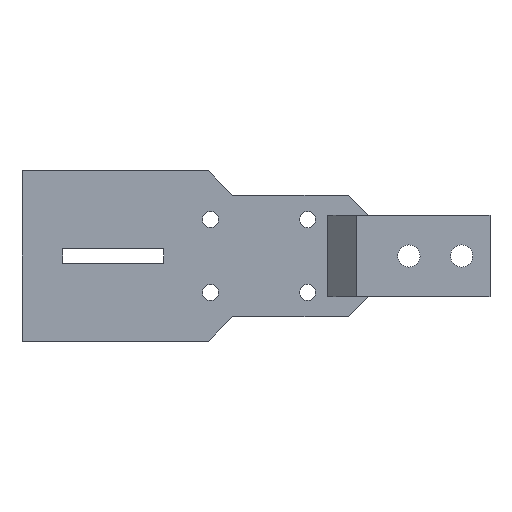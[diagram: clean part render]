
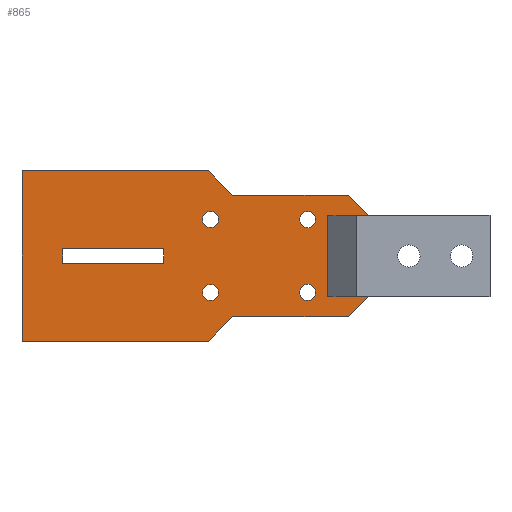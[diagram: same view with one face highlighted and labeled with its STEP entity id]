
A CAD part, front view. The second image highlights one B-rep face of the part: STEP entity #865.
In plain terms, the highlighted planar face has unit normal (0, -1, 0).
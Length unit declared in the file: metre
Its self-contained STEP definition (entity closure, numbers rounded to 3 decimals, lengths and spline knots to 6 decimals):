
#24=CIRCLE('',#929,0.002);
#25=CIRCLE('',#930,0.002);
#26=CIRCLE('',#931,0.002);
#27=CIRCLE('',#932,0.002);
#56=ORIENTED_EDGE('',*,*,#296,.F.);
#57=ORIENTED_EDGE('',*,*,#297,.T.);
#58=ORIENTED_EDGE('',*,*,#298,.F.);
#59=ORIENTED_EDGE('',*,*,#299,.F.);
#60=ORIENTED_EDGE('',*,*,#300,.F.);
#61=ORIENTED_EDGE('',*,*,#301,.T.);
#62=ORIENTED_EDGE('',*,*,#302,.F.);
#63=ORIENTED_EDGE('',*,*,#303,.T.);
#64=ORIENTED_EDGE('',*,*,#304,.F.);
#65=ORIENTED_EDGE('',*,*,#305,.F.);
#66=ORIENTED_EDGE('',*,*,#306,.F.);
#67=ORIENTED_EDGE('',*,*,#307,.F.);
#68=ORIENTED_EDGE('',*,*,#308,.F.);
#69=ORIENTED_EDGE('',*,*,#309,.F.);
#70=ORIENTED_EDGE('',*,*,#310,.F.);
#71=ORIENTED_EDGE('',*,*,#311,.F.);
#72=ORIENTED_EDGE('',*,*,#312,.F.);
#73=ORIENTED_EDGE('',*,*,#313,.T.);
#74=ORIENTED_EDGE('',*,*,#314,.T.);
#75=ORIENTED_EDGE('',*,*,#315,.F.);
#296=EDGE_CURVE('',#416,#417,#494,.T.);
#297=EDGE_CURVE('',#416,#418,#495,.T.);
#298=EDGE_CURVE('',#419,#418,#496,.T.);
#299=EDGE_CURVE('',#420,#419,#497,.T.);
#300=EDGE_CURVE('',#421,#420,#498,.F.);
#301=EDGE_CURVE('',#421,#422,#499,.T.);
#302=EDGE_CURVE('',#423,#422,#500,.T.);
#303=EDGE_CURVE('',#423,#424,#501,.T.);
#304=EDGE_CURVE('',#425,#424,#502,.T.);
#305=EDGE_CURVE('',#426,#425,#503,.T.);
#306=EDGE_CURVE('',#427,#426,#504,.T.);
#307=EDGE_CURVE('',#417,#427,#505,.F.);
#308=EDGE_CURVE('',#428,#428,#24,.T.);
#309=EDGE_CURVE('',#429,#429,#25,.T.);
#310=EDGE_CURVE('',#430,#430,#26,.T.);
#311=EDGE_CURVE('',#431,#431,#27,.T.);
#312=EDGE_CURVE('',#432,#433,#506,.T.);
#313=EDGE_CURVE('',#432,#434,#507,.T.);
#314=EDGE_CURVE('',#434,#435,#508,.T.);
#315=EDGE_CURVE('',#433,#435,#509,.T.);
#416=VERTEX_POINT('',#1255);
#417=VERTEX_POINT('',#1256);
#418=VERTEX_POINT('',#1258);
#419=VERTEX_POINT('',#1260);
#420=VERTEX_POINT('',#1262);
#421=VERTEX_POINT('',#1264);
#422=VERTEX_POINT('',#1266);
#423=VERTEX_POINT('',#1268);
#424=VERTEX_POINT('',#1270);
#425=VERTEX_POINT('',#1272);
#426=VERTEX_POINT('',#1274);
#427=VERTEX_POINT('',#1276);
#428=VERTEX_POINT('',#1279);
#429=VERTEX_POINT('',#1281);
#430=VERTEX_POINT('',#1283);
#431=VERTEX_POINT('',#1285);
#432=VERTEX_POINT('',#1287);
#433=VERTEX_POINT('',#1288);
#434=VERTEX_POINT('',#1290);
#435=VERTEX_POINT('',#1292);
#494=LINE('',#1254,#602);
#495=LINE('',#1257,#603);
#496=LINE('',#1259,#604);
#497=LINE('',#1261,#605);
#498=LINE('',#1263,#606);
#499=LINE('',#1265,#607);
#500=LINE('',#1267,#608);
#501=LINE('',#1269,#609);
#502=LINE('',#1271,#610);
#503=LINE('',#1273,#611);
#504=LINE('',#1275,#612);
#505=LINE('',#1277,#613);
#506=LINE('',#1286,#614);
#507=LINE('',#1289,#615);
#508=LINE('',#1291,#616);
#509=LINE('',#1293,#617);
#602=VECTOR('',#1015,1.);
#603=VECTOR('',#1016,1.);
#604=VECTOR('',#1017,1.);
#605=VECTOR('',#1018,1.);
#606=VECTOR('',#1019,1.);
#607=VECTOR('',#1020,1.);
#608=VECTOR('',#1021,1.);
#609=VECTOR('',#1022,1.);
#610=VECTOR('',#1023,1.);
#611=VECTOR('',#1024,1.);
#612=VECTOR('',#1025,1.);
#613=VECTOR('',#1026,1.);
#614=VECTOR('',#1035,1.);
#615=VECTOR('',#1036,1.);
#616=VECTOR('',#1037,1.);
#617=VECTOR('',#1038,1.);
#698=EDGE_LOOP('',(#56,#57,#58,#59,#60,#61,#62,#63,#64,#65,#66,#67));
#699=EDGE_LOOP('',(#68));
#700=EDGE_LOOP('',(#69));
#701=EDGE_LOOP('',(#70));
#702=EDGE_LOOP('',(#71));
#703=EDGE_LOOP('',(#72,#73,#74,#75));
#766=FACE_BOUND('',#698,.T.);
#767=FACE_BOUND('',#699,.T.);
#768=FACE_BOUND('',#700,.T.);
#769=FACE_BOUND('',#701,.T.);
#770=FACE_BOUND('',#702,.T.);
#771=FACE_BOUND('',#703,.T.);
#827=PLANE('',#928);
#865=ADVANCED_FACE('',(#766,#767,#768,#769,#770,#771),#827,.T.);
#928=AXIS2_PLACEMENT_3D('',#1253,#1013,#1014);
#929=AXIS2_PLACEMENT_3D('',#1278,#1027,#1028);
#930=AXIS2_PLACEMENT_3D('',#1280,#1029,#1030);
#931=AXIS2_PLACEMENT_3D('',#1282,#1031,#1032);
#932=AXIS2_PLACEMENT_3D('',#1284,#1033,#1034);
#1013=DIRECTION('',(0.,-1.,0.));
#1014=DIRECTION('',(1.,0.,0.));
#1015=DIRECTION('',(0.,0.,1.));
#1016=DIRECTION('',(1.,0.,0.));
#1017=DIRECTION('',(-0.707,0.,-0.707));
#1018=DIRECTION('',(-1.,0.,0.));
#1019=DIRECTION('',(0.707,0.,0.707));
#1020=DIRECTION('',(-1.,0.,0.));
#1021=DIRECTION('',(0.,0.,-1.));
#1022=DIRECTION('',(1.,0.,0.));
#1023=DIRECTION('',(0.707,0.,-0.707));
#1024=DIRECTION('',(1.,0.,0.));
#1025=DIRECTION('',(0.707,0.,-0.707));
#1026=DIRECTION('',(-1.,0.,0.));
#1027=DIRECTION('',(0.,-1.,0.));
#1028=DIRECTION('',(1.,0.,0.));
#1029=DIRECTION('',(0.,-1.,0.));
#1030=DIRECTION('',(1.,0.,0.));
#1031=DIRECTION('',(0.,-1.,0.));
#1032=DIRECTION('',(1.,0.,0.));
#1033=DIRECTION('',(0.,-1.,0.));
#1034=DIRECTION('',(1.,0.,0.));
#1035=DIRECTION('',(-1.,0.,0.));
#1036=DIRECTION('',(0.,0.,-1.));
#1037=DIRECTION('',(-1.,0.,0.));
#1038=DIRECTION('',(0.,0.,-1.));
#1253=CARTESIAN_POINT('',(0.,-0.016,0.));
#1254=CARTESIAN_POINT('',(-0.0585,-0.016,0.));
#1255=CARTESIAN_POINT('',(-0.0585,-0.016,-0.021));
#1256=CARTESIAN_POINT('',(-0.0585,-0.016,0.021));
#1257=CARTESIAN_POINT('',(-0.0375,-0.016,-0.021));
#1258=CARTESIAN_POINT('',(-0.0125,-0.016,-0.021));
#1259=CARTESIAN_POINT('',(-0.0065,-0.016,-0.015));
#1260=CARTESIAN_POINT('',(-0.0065,-0.016,-0.015));
#1261=CARTESIAN_POINT('',(0.,-0.016,-0.015));
#1262=CARTESIAN_POINT('',(0.022,-0.016,-0.015));
#1263=CARTESIAN_POINT('',(0.017,-0.016,-0.02));
#1264=CARTESIAN_POINT('',(0.027,-0.016,-0.01));
#1265=CARTESIAN_POINT('',(0.057,-0.016,-0.01));
#1266=CARTESIAN_POINT('',(0.017,-0.016,-0.01));
#1267=CARTESIAN_POINT('',(0.017,-0.016,0.));
#1268=CARTESIAN_POINT('',(0.017,-0.016,0.01));
#1269=CARTESIAN_POINT('',(0.,-0.016,0.01));
#1270=CARTESIAN_POINT('',(0.027,-0.016,0.01));
#1271=CARTESIAN_POINT('',(0.027,-0.016,0.01));
#1272=CARTESIAN_POINT('',(0.022,-0.016,0.015));
#1273=CARTESIAN_POINT('',(0.,-0.016,0.015));
#1274=CARTESIAN_POINT('',(-0.0065,-0.016,0.015));
#1275=CARTESIAN_POINT('',(-0.0165,-0.016,0.025));
#1276=CARTESIAN_POINT('',(-0.0125,-0.016,0.021));
#1277=CARTESIAN_POINT('',(0.,-0.016,0.021));
#1278=CARTESIAN_POINT('',(-0.012,-0.016,0.009));
#1279=CARTESIAN_POINT('',(-0.01,-0.016,0.009));
#1280=CARTESIAN_POINT('',(0.012,-0.016,0.009));
#1281=CARTESIAN_POINT('',(0.014,-0.016,0.009));
#1282=CARTESIAN_POINT('',(-0.012,-0.016,-0.009));
#1283=CARTESIAN_POINT('',(-0.01,-0.016,-0.009));
#1284=CARTESIAN_POINT('',(0.012,-0.016,-0.009));
#1285=CARTESIAN_POINT('',(0.014,-0.016,-0.009));
#1286=CARTESIAN_POINT('',(-0.036,-0.016,0.00175));
#1287=CARTESIAN_POINT('',(-0.0235,-0.016,0.00175));
#1288=CARTESIAN_POINT('',(-0.0485,-0.016,0.00175));
#1289=CARTESIAN_POINT('',(-0.0235,-0.016,0.));
#1290=CARTESIAN_POINT('',(-0.0235,-0.016,-0.00175));
#1291=CARTESIAN_POINT('',(-0.036,-0.016,-0.00175));
#1292=CARTESIAN_POINT('',(-0.0485,-0.016,-0.00175));
#1293=CARTESIAN_POINT('',(-0.0485,-0.016,0.));
